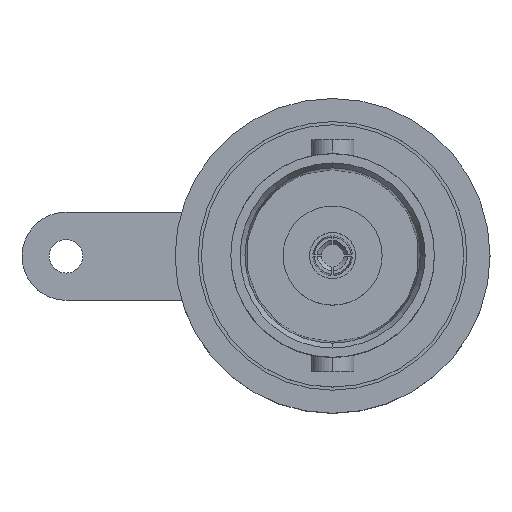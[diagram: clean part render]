
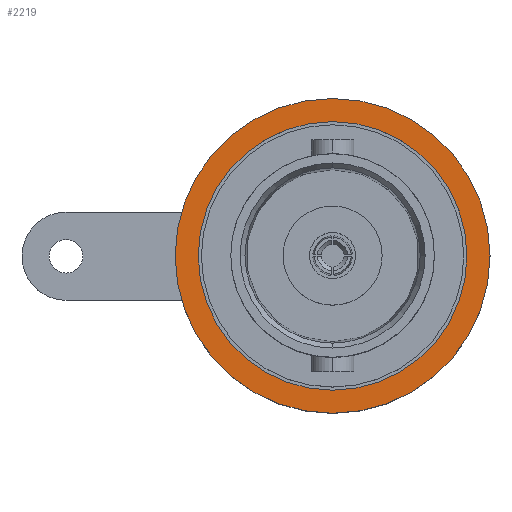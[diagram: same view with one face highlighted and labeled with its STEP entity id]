
A CAD part, top view. The second image highlights one B-rep face of the part: STEP entity #2219.
In plain terms, the highlighted planar face has unit normal (0, 0, 1).
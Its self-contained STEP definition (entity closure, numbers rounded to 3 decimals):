
#5 = AXIS2_PLACEMENT_3D ( 'NONE', #1749, #8842, #2779 ) ;
#466 = AXIS2_PLACEMENT_3D ( 'NONE', #3407, #10431, #4446 ) ;
#688 = EDGE_LOOP ( 'NONE', ( #823, #5591 ) ) ;
#823 = ORIENTED_EDGE ( 'NONE', *, *, #10271, .F. ) ;
#1680 = FACE_BOUND ( 'NONE', #688, .T. ) ;
#1749 = CARTESIAN_POINT ( 'NONE',  ( 0., 0., -10.6 ) ) ;
#1959 = CARTESIAN_POINT ( 'NONE',  ( 0., 7.5, -10.6 ) ) ;
#2181 = EDGE_CURVE ( 'NONE', #11178, #10547, #2327, .T. ) ;
#2219 = ADVANCED_FACE ( 'NONE', ( #1680, #9751 ), #6190, .F. ) ;
#2327 = CIRCLE ( 'NONE', #10272, 7.5 ) ;
#2599 = AXIS2_PLACEMENT_3D ( 'NONE', #5004, #5404, #10266 ) ;
#2779 = DIRECTION ( 'NONE',  ( 0., -1., 0. ) ) ;
#3407 = CARTESIAN_POINT ( 'NONE',  ( 0., 0., -10.6 ) ) ;
#4027 = VERTEX_POINT ( 'NONE', #7626 ) ;
#4446 = DIRECTION ( 'NONE',  ( 0., -1., 0. ) ) ;
#4950 = CARTESIAN_POINT ( 'NONE',  ( 0., 0., -10.6 ) ) ;
#5004 = CARTESIAN_POINT ( 'NONE',  ( 6.4, 0., -10.6 ) ) ;
#5291 = ORIENTED_EDGE ( 'NONE', *, *, #11593, .T. ) ;
#5404 = DIRECTION ( 'NONE',  ( 0., 0., -1. ) ) ;
#5591 = ORIENTED_EDGE ( 'NONE', *, *, #5919, .F. ) ;
#5919 = EDGE_CURVE ( 'NONE', #8683, #4027, #11461, .T. ) ;
#5944 = DIRECTION ( 'NONE',  ( 0., -1., 0. ) ) ;
#6190 = PLANE ( 'NONE',  #2599 ) ;
#7007 = CIRCLE ( 'NONE', #466, 6.4 ) ;
#7458 = EDGE_LOOP ( 'NONE', ( #5291, #12896 ) ) ;
#7626 = CARTESIAN_POINT ( 'NONE',  ( 0., -6.4, -10.6 ) ) ;
#7950 = CARTESIAN_POINT ( 'NONE',  ( 0., -7.5, -10.6 ) ) ;
#8676 = DIRECTION ( 'NONE',  ( 0., 0., 1. ) ) ;
#8683 = VERTEX_POINT ( 'NONE', #10847 ) ;
#8842 = DIRECTION ( 'NONE',  ( 0., 0., 1. ) ) ;
#9336 = AXIS2_PLACEMENT_3D ( 'NONE', #4950, #11871, #5944 ) ;
#9613 = CIRCLE ( 'NONE', #5, 7.5 ) ;
#9751 = FACE_OUTER_BOUND ( 'NONE', #7458, .T. ) ;
#10266 = DIRECTION ( 'NONE',  ( 0., 1., 0. ) ) ;
#10271 = EDGE_CURVE ( 'NONE', #4027, #8683, #7007, .T. ) ;
#10272 = AXIS2_PLACEMENT_3D ( 'NONE', #11921, #8676, #11251 ) ;
#10431 = DIRECTION ( 'NONE',  ( 0., 0., 1. ) ) ;
#10547 = VERTEX_POINT ( 'NONE', #7950 ) ;
#10847 = CARTESIAN_POINT ( 'NONE',  ( 0., 6.4, -10.6 ) ) ;
#11178 = VERTEX_POINT ( 'NONE', #1959 ) ;
#11251 = DIRECTION ( 'NONE',  ( 0., -1., 0. ) ) ;
#11461 = CIRCLE ( 'NONE', #9336, 6.4 ) ;
#11593 = EDGE_CURVE ( 'NONE', #10547, #11178, #9613, .T. ) ;
#11871 = DIRECTION ( 'NONE',  ( 0., 0., 1. ) ) ;
#11921 = CARTESIAN_POINT ( 'NONE',  ( 0., 0., -10.6 ) ) ;
#12896 = ORIENTED_EDGE ( 'NONE', *, *, #2181, .T. ) ;
